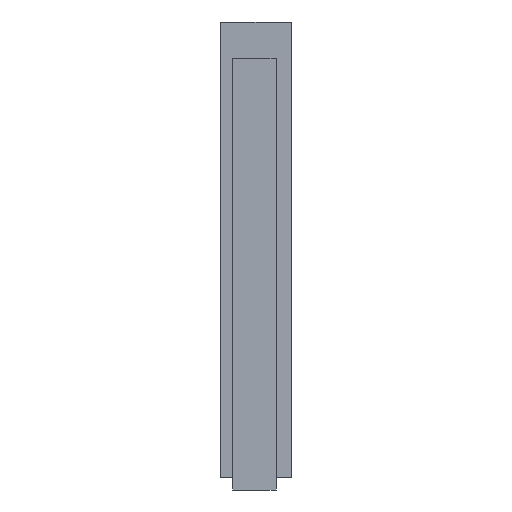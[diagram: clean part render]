
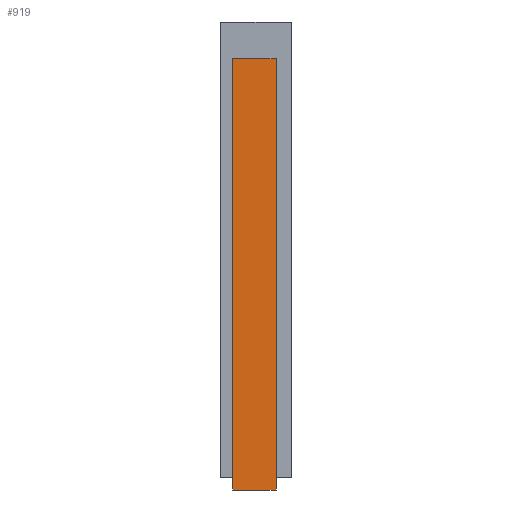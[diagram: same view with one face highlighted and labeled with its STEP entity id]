
A CAD part, left-side view. The second image highlights one B-rep face of the part: STEP entity #919.
In plain terms, the highlighted planar face has unit normal (-1, 0, 0).
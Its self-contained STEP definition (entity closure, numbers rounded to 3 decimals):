
#20 = VERTEX_POINT ( 'NONE', #1003 ) ;
#44 = VERTEX_POINT ( 'NONE', #168 ) ;
#56 = VECTOR ( 'NONE', #1401, 1000. ) ;
#60 = ORIENTED_EDGE ( 'NONE', *, *, #513, .T. ) ;
#104 = DIRECTION ( 'NONE',  ( -1., 0., 0. ) ) ;
#122 = VECTOR ( 'NONE', #1008, 1000. ) ;
#168 = CARTESIAN_POINT ( 'NONE',  ( -12., -1.8, -19.5 ) ) ;
#213 = VECTOR ( 'NONE', #1473, 1000. ) ;
#303 = CARTESIAN_POINT ( 'NONE',  ( -12., 1.7, 15.5 ) ) ;
#367 = FACE_OUTER_BOUND ( 'NONE', #1266, .T. ) ;
#406 = AXIS2_PLACEMENT_3D ( 'NONE', #644, #104, #994 ) ;
#434 = CARTESIAN_POINT ( 'NONE',  ( -12., 1.7, 15.5 ) ) ;
#513 = EDGE_CURVE ( 'NONE', #908, #1405, #1181, .T. ) ;
#644 = CARTESIAN_POINT ( 'NONE',  ( -12., 1.7, 15.5 ) ) ;
#689 = LINE ( 'NONE', #1304, #213 ) ;
#726 = CARTESIAN_POINT ( 'NONE',  ( -12., 1.7, 15.5 ) ) ;
#727 = VECTOR ( 'NONE', #886, 1000. ) ;
#853 = LINE ( 'NONE', #1234, #727 ) ;
#886 = DIRECTION ( 'NONE',  ( 0., 0., -1. ) ) ;
#908 = VERTEX_POINT ( 'NONE', #726 ) ;
#919 = ADVANCED_FACE ( 'NONE', ( #367 ), #1056, .T. ) ;
#977 = LINE ( 'NONE', #303, #56 ) ;
#994 = DIRECTION ( 'NONE',  ( 0., 0., 1. ) ) ;
#1003 = CARTESIAN_POINT ( 'NONE',  ( -12., -1.8, 15.5 ) ) ;
#1008 = DIRECTION ( 'NONE',  ( 0., 0., -1. ) ) ;
#1056 = PLANE ( 'NONE',  #406 ) ;
#1072 = ORIENTED_EDGE ( 'NONE', *, *, #1331, .F. ) ;
#1105 = ORIENTED_EDGE ( 'NONE', *, *, #1399, .F. ) ;
#1181 = LINE ( 'NONE', #434, #122 ) ;
#1220 = ORIENTED_EDGE ( 'NONE', *, *, #1358, .T. ) ;
#1234 = CARTESIAN_POINT ( 'NONE',  ( -12., -1.8, 15.5 ) ) ;
#1266 = EDGE_LOOP ( 'NONE', ( #1105, #1072, #60, #1220 ) ) ;
#1304 = CARTESIAN_POINT ( 'NONE',  ( -12., 1.7, -19.5 ) ) ;
#1331 = EDGE_CURVE ( 'NONE', #908, #20, #977, .T. ) ;
#1358 = EDGE_CURVE ( 'NONE', #1405, #44, #689, .T. ) ;
#1399 = EDGE_CURVE ( 'NONE', #20, #44, #853, .T. ) ;
#1401 = DIRECTION ( 'NONE',  ( 0., -1., 0. ) ) ;
#1405 = VERTEX_POINT ( 'NONE', #1481 ) ;
#1473 = DIRECTION ( 'NONE',  ( 0., -1., 0. ) ) ;
#1481 = CARTESIAN_POINT ( 'NONE',  ( -12., 1.7, -19.5 ) ) ;
